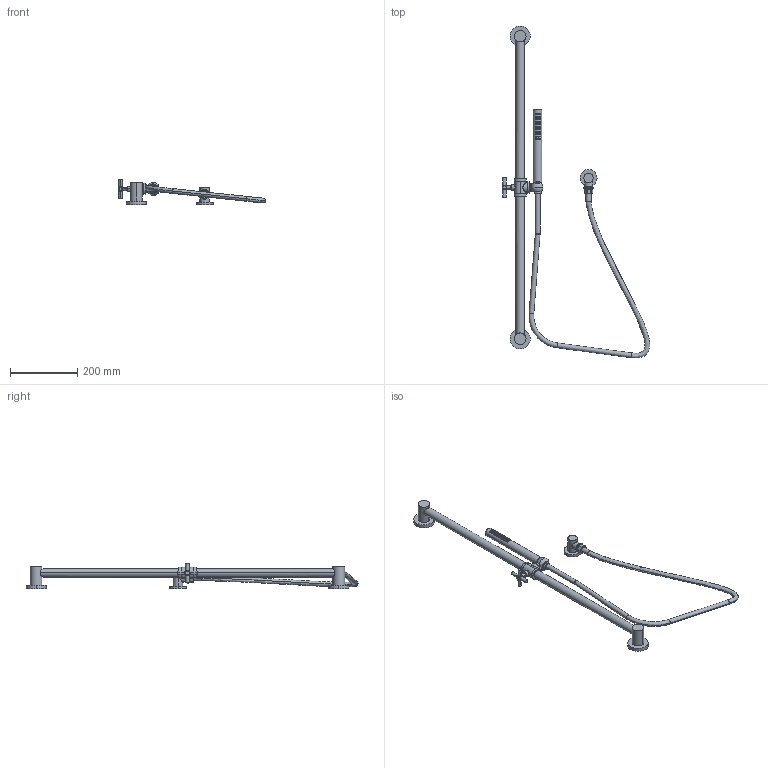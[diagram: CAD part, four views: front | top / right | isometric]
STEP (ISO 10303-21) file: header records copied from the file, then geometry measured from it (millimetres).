
FILE_DESCRIPTION((''),'2;1');
FILE_NAME('280S','2020-12-11T09:43:09',('jinson.thomas'),(''),'CREO PARAMETRIC BY PTC INC, 2018400','CREO PARAMETRIC BY PTC INC, 2018400','');
FILE_SCHEMA(('CONFIG_CONTROL_DESIGN'));
Products named in the file (1): 280S
Bounding box: 439 x 989.12 x 77.09 mm (x, y, z)
Volume: 1049057.6 mm3; surface area: 199241.7 mm2
Topology: 1 solids, 1 shells, 753 faces, 1627 edges, 1001 vertices
Faces by surface type: bspline 465, cylinder 174, plane 58, torus 40, cone 10, sphere 6
Entity records: 64715 total; most frequent: CARTESIAN_POINT 51176, ORIENTED_EDGE 3254, DIRECTION 1740, EDGE_CURVE 1627, VERTEX_POINT 1001, EDGE_LOOP 878, B_SPLINE_CURVE_WITH_KNOTS 831, FACE_OUTER_BOUND 753
